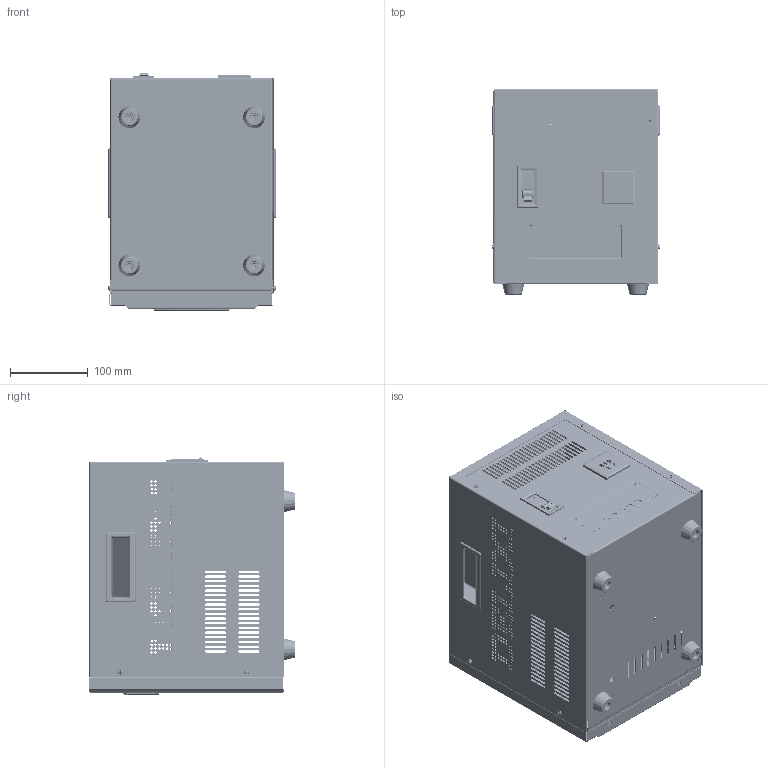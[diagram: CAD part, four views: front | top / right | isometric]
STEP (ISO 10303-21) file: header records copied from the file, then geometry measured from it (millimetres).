
FILE_DESCRIPTION (( 'STEP AP214' ), '1' );
FILE_NAME ('TND2-3KVA三维图-202508.STEP', '2025-08-19T07:43:59', ( 'China' ), ( 'Home' ), 'SwSTEP 2.0', 'SolidWorks 2020', '' );
FILE_SCHEMA (( 'AUTOMOTIVE_DESIGN' ));
Length unit declared in the file: millimetre
Products named in the file (15): NCR-3.5K裔赽; DZ47等薊諾羲; TND2-3K珘儒そ; 諉盄傷赽; TND2-3K醱啣; TND-2k砎々褐13.6mm; 剿繚ん盓殤2; 婦蚾蹟隊; 諉盄啣蚾饜极; TND2-3KVA三维图-202508; 諉盄啣; NCR-3-5K嶺踐; 5K枑忒; TND2-3K菁釱; 弊梓拻脣
Assembly tree (21 placements, depth 3):
  TND2-3KVA三维图-202508
    TND2-3K醱啣
    TND2-3K菁釱
    NCR-3.5K裔赽
    5K枑忒  x2
    弊梓拻脣
    諉盄啣蚾饜极
      諉盄啣
      諉盄傷赽
    剿繚ん盓殤2
    DZ47等薊諾羲
    NCR-3-5K嶺踐
    TND-2k砎々褐13.6mm  x4
    婦蚾蹟隊  x4
    TND2-3K珘儒そ
Bounding box: 215 x 263.77 x 305.02 mm (x, y, z)
Volume: 555717.8 mm3; surface area: 919505.3 mm2
Topology: 20 solids, 22 shells, 3414 faces, 9340 edges, 6031 vertices
Faces by surface type: cylinder 1740, plane 1414, torus 102, bspline 80, cone 70, sphere 8
Entity records: 138805 total; most frequent: CARTESIAN_POINT 21112, DIRECTION 18414, ORIENTED_EDGE 17804, EDGE_CURVE 8902, AXIS2_PLACEMENT_3D 6688, VERTEX_POINT 5768, VECTOR 5038, LINE 5038
